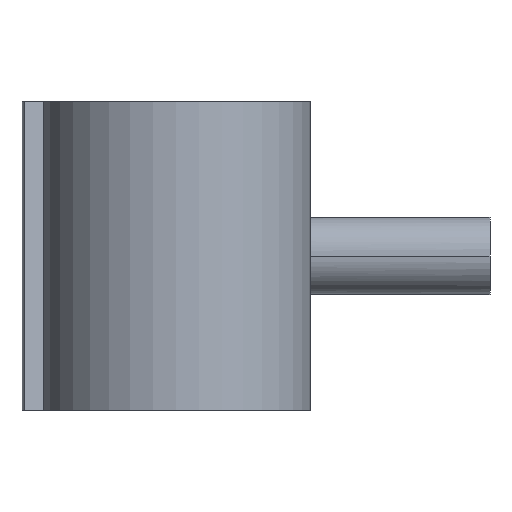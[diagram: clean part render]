
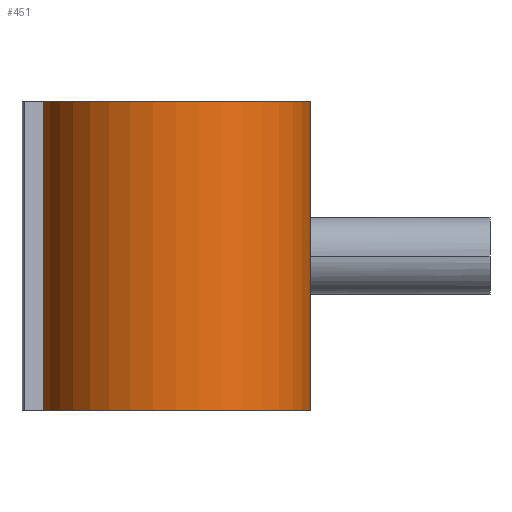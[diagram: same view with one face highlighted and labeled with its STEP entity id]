
A CAD part, front view. The second image highlights one B-rep face of the part: STEP entity #451.
In plain terms, the highlighted cylindrical face has radius 55.667 mm (diameter 111.333 mm), a partial arc.
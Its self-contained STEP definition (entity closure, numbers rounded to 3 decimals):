
#253 = VERTEX_POINT( '', #624 );
#285 = EDGE_CURVE( '', #545, #323, #661, .T. );
#323 = VERTEX_POINT( '', #705 );
#415 = EDGE_CURVE( '', #515, #545, #809, .T. );
#451 = ADVANCED_FACE( '', ( #846 ), #847, .T. );
#461 = EDGE_CURVE( '', #253, #323, #857, .T. );
#515 = VERTEX_POINT( '', #914 );
#531 = EDGE_CURVE( '', #253, #515, #933, .T. );
#545 = VERTEX_POINT( '', #948 );
#624 = CARTESIAN_POINT( '', ( -54.833, -9.6, 64. ) );
#661 = LINE( '', #1189, #1190 );
#705 = CARTESIAN_POINT( '', ( 54.833, 9.6, 64. ) );
#809 = CIRCLE( '', #1524, 55.667 );
#846 = FACE_OUTER_BOUND( '', #1572, .T. );
#847 = CYLINDRICAL_SURFACE( '', #1573, 55.667 );
#857 = CIRCLE( '', #1608, 55.667 );
#914 = CARTESIAN_POINT( '', ( -54.833, -9.6, -64. ) );
#933 = LINE( '', #1781, #1782 );
#948 = CARTESIAN_POINT( '', ( 54.833, 9.6, -64. ) );
#1189 = CARTESIAN_POINT( '', ( 54.833, 9.6, 64. ) );
#1190 = VECTOR( '', #1919, 1. );
#1524 = AXIS2_PLACEMENT_3D( '', #2110, #2111, #2112 );
#1572 = EDGE_LOOP( '', ( #2135, #2136, #2137, #2138 ) );
#1573 = AXIS2_PLACEMENT_3D( '', #2139, #2140, #2141 );
#1608 = AXIS2_PLACEMENT_3D( '', #2144, #2145, #2146 );
#1781 = CARTESIAN_POINT( '', ( -54.833, -9.6, 64. ) );
#1782 = VECTOR( '', #2239, 1. );
#1919 = DIRECTION( '', ( 0., 0., 1. ) );
#2110 = CARTESIAN_POINT( '', ( 0., 0., -64. ) );
#2111 = DIRECTION( '', ( 0., 0., 1. ) );
#2112 = DIRECTION( '', ( -0.985, -0.172, 0. ) );
#2135 = ORIENTED_EDGE( '', *, *, #285, .T. );
#2136 = ORIENTED_EDGE( '', *, *, #461, .F. );
#2137 = ORIENTED_EDGE( '', *, *, #531, .T. );
#2138 = ORIENTED_EDGE( '', *, *, #415, .T. );
#2139 = CARTESIAN_POINT( '', ( 0., 0., 64. ) );
#2140 = DIRECTION( '', ( 0., 0., 1. ) );
#2141 = DIRECTION( '', ( -0.985, -0.172, 0. ) );
#2144 = CARTESIAN_POINT( '', ( 0., 0., 64. ) );
#2145 = DIRECTION( '', ( 0., 0., 1. ) );
#2146 = DIRECTION( '', ( -0.985, -0.172, 0. ) );
#2239 = DIRECTION( '', ( 0., 0., -1. ) );
